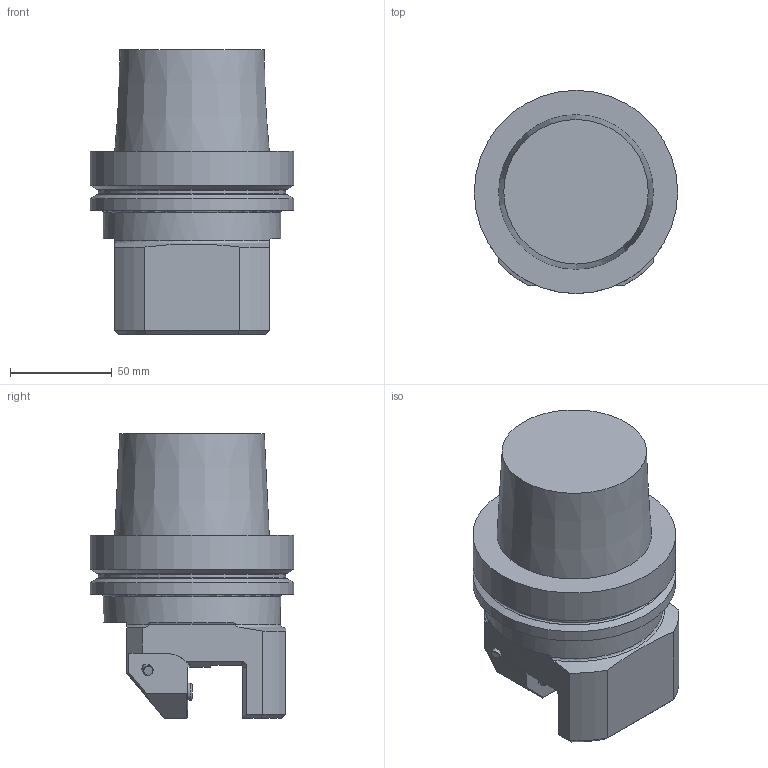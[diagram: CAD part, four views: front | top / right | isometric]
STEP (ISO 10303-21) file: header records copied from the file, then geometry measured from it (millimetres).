
FILE_DESCRIPTION(/* description */ (''),/* implementation_level */ '2;1');
FILE_NAME(/* name */ '1581918078803.stp',/* time_stamp */ '2020-02-17T11:11:29+06:00',/* author */ (''),/* organization */ ('SMS'),/* preprocessor_version */ 'ST-DEVELOPER v16.7',/* originating_system */ 'SIEMENS PLM Software NX 12.0',/* authorisation */ '');
FILE_SCHEMA (('AUTOMOTIVE_DESIGN { 1 0 10303 214 3 1 1 1 }'));
Length unit declared in the file: millimetre
Products named in the file (1): 112030722mod000_02
Bounding box: 99.95 x 99.95 x 139.9 mm (x, y, z)
Volume: 705473.4 mm3; surface area: 55913.9 mm2
Topology: 1 solids, 1 shells, 94 faces, 228 edges, 152 vertices
Faces by surface type: plane 54, cylinder 19, cone 12, torus 9
Full cylindrical faces by diameter (mm): 5 x2, 8.5 x3, 12.5 x3, 87.2 x1, 91.95 x1, 99.95 x2
Entity records: 2809 total; most frequent: CARTESIAN_POINT 698, DIRECTION 420, ORIENTED_EDGE 390, EDGE_CURVE 195, AXIS2_PLACEMENT_3D 159, VERTEX_POINT 138, EDGE_LOOP 129, LINE 102
